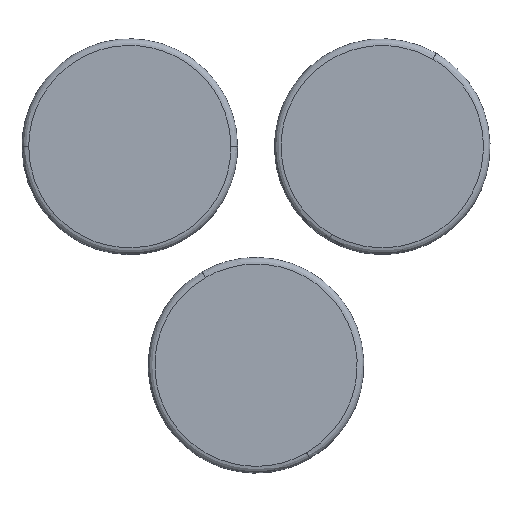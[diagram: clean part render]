
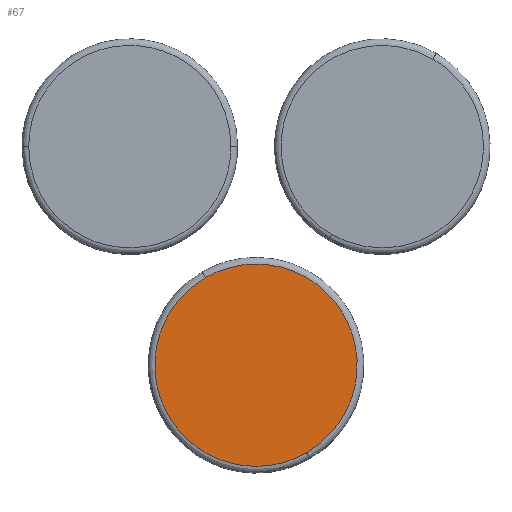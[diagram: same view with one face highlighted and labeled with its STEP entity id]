
A CAD part, top view. The second image highlights one B-rep face of the part: STEP entity #67.
In plain terms, the highlighted planar face has unit normal (0, 0, 1).
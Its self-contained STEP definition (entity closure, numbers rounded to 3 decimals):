
#13=PLANE('',#649);
#67=ADVANCED_FACE('',(#103),#13,.T.);
#103=FACE_OUTER_BOUND('',#139,.T.);
#139=EDGE_LOOP('',(#191,#192));
#191=ORIENTED_EDGE('',*,*,#315,.T.);
#192=ORIENTED_EDGE('',*,*,#322,.T.);
#315=EDGE_CURVE('',#374,#378,#568,.T.);
#322=EDGE_CURVE('',#378,#374,#575,.T.);
#374=VERTEX_POINT('',#1057);
#378=VERTEX_POINT('',#1061);
#568=(
BOUNDED_CURVE()
B_SPLINE_CURVE(3,(#1105,#1106,#1107,#1108,#1109,#1110,#1111,#1112,#1113,
#1114,#1115,#1116,#1117,#1118,#1119,#1120,#1121,#1122,#1123,#1124,#1125,
#1126,#1127,#1128,#1129),.UNSPECIFIED.,.F.,.F.)
B_SPLINE_CURVE_WITH_KNOTS((4,3,3,3,3,3,3,3,4),(0.,5.805,11.899,
17.992,23.797,29.602,35.696,41.79,
47.595),.UNSPECIFIED.)
CURVE()
GEOMETRIC_REPRESENTATION_ITEM()
RATIONAL_B_SPLINE_CURVE((1.,1.,1.,1.,1.,1.,1.,1.,1.,1.,1.,
1.,1.,1.,1.,1.,1.,1.,1.,1.,
1.,1.,1.,1.,1.))
REPRESENTATION_ITEM('')
);
#575=(
BOUNDED_CURVE()
B_SPLINE_CURVE(3,(#1173,#1174,#1175,#1176,#1177,#1178,#1179,#1180,#1181,
#1182,#1183,#1184,#1185,#1186,#1187,#1188,#1189,#1190,#1191,#1192,#1193,
#1194,#1195,#1196,#1197),.UNSPECIFIED.,.F.,.F.)
B_SPLINE_CURVE_WITH_KNOTS((4,3,3,3,3,3,3,3,4),(47.595,53.4,
59.494,65.587,71.392,77.197,83.291,
89.385,95.19),.UNSPECIFIED.)
CURVE()
GEOMETRIC_REPRESENTATION_ITEM()
RATIONAL_B_SPLINE_CURVE((1.,1.,1.,1.,1.,
1.,1.,1.,1.,1.,1.,1.,1.,
1.,1.,1.,1.,1.,1.,1.,1.,1.,
1.,1.,1.))
REPRESENTATION_ITEM('')
);
#649=AXIS2_PLACEMENT_3D('',#911,#659,$);
#659=DIRECTION('',(0.,0.,1.));
#911=CARTESIAN_POINT('',(-27.577,-14.433,-0.017));
#1057=CARTESIAN_POINT('',(7.575,-34.942,-0.017));
#1061=CARTESIAN_POINT('',(-7.575,-8.701,-0.017));
#1105=CARTESIAN_POINT('',(7.575,-34.942,-0.017));
#1106=CARTESIAN_POINT('',(9.251,-33.975,-0.017));
#1107=CARTESIAN_POINT('',(10.739,-32.683,-0.017));
#1108=CARTESIAN_POINT('',(11.931,-31.159,-0.017));
#1109=CARTESIAN_POINT('',(13.183,-29.559,-0.017));
#1110=CARTESIAN_POINT('',(14.109,-27.705,-0.017));
#1111=CARTESIAN_POINT('',(14.635,-25.743,-0.017));
#1112=CARTESIAN_POINT('',(15.16,-23.781,-0.017));
#1113=CARTESIAN_POINT('',(15.286,-21.712,-0.017));
#1114=CARTESIAN_POINT('',(15.002,-19.701,-0.017));
#1115=CARTESIAN_POINT('',(14.731,-17.785,-0.017));
#1116=CARTESIAN_POINT('',(14.088,-15.922,-0.017));
#1117=CARTESIAN_POINT('',(13.121,-14.247,-0.017));
#1118=CARTESIAN_POINT('',(12.153,-12.571,-0.017));
#1119=CARTESIAN_POINT('',(10.861,-11.083,-0.017));
#1120=CARTESIAN_POINT('',(9.337,-9.89,-0.017));
#1121=CARTESIAN_POINT('',(7.738,-8.639,-0.017));
#1122=CARTESIAN_POINT('',(5.883,-7.713,-0.017));
#1123=CARTESIAN_POINT('',(3.921,-7.187,-0.017));
#1124=CARTESIAN_POINT('',(1.96,-6.662,-0.017));
#1125=CARTESIAN_POINT('',(-0.109,-6.536,-0.017));
#1126=CARTESIAN_POINT('',(-2.121,-6.82,-0.017));
#1127=CARTESIAN_POINT('',(-4.036,-7.091,-0.017));
#1128=CARTESIAN_POINT('',(-5.9,-7.734,-0.017));
#1129=CARTESIAN_POINT('',(-7.575,-8.701,-0.017));
#1173=CARTESIAN_POINT('',(-7.575,-8.701,-0.017));
#1174=CARTESIAN_POINT('',(-9.251,-9.669,-0.017));
#1175=CARTESIAN_POINT('',(-10.739,-10.961,-0.017));
#1176=CARTESIAN_POINT('',(-11.931,-12.485,-0.017));
#1177=CARTESIAN_POINT('',(-13.183,-14.084,-0.017));
#1178=CARTESIAN_POINT('',(-14.109,-15.939,-0.017));
#1179=CARTESIAN_POINT('',(-14.634,-17.901,-0.017));
#1180=CARTESIAN_POINT('',(-15.16,-19.862,-0.017));
#1181=CARTESIAN_POINT('',(-15.285,-21.931,-0.017));
#1182=CARTESIAN_POINT('',(-15.001,-23.942,-0.017));
#1183=CARTESIAN_POINT('',(-14.73,-25.858,-0.017));
#1184=CARTESIAN_POINT('',(-14.088,-27.721,-0.017));
#1185=CARTESIAN_POINT('',(-13.12,-29.397,-0.017));
#1186=CARTESIAN_POINT('',(-12.153,-31.073,-0.017));
#1187=CARTESIAN_POINT('',(-10.861,-32.561,-0.017));
#1188=CARTESIAN_POINT('',(-9.337,-33.753,-0.017));
#1189=CARTESIAN_POINT('',(-7.737,-35.005,-0.017));
#1190=CARTESIAN_POINT('',(-5.883,-35.931,-0.017));
#1191=CARTESIAN_POINT('',(-3.921,-36.456,-0.017));
#1192=CARTESIAN_POINT('',(-1.959,-36.982,-0.017));
#1193=CARTESIAN_POINT('',(0.11,-37.107,-0.017));
#1194=CARTESIAN_POINT('',(2.121,-36.823,-0.017));
#1195=CARTESIAN_POINT('',(4.037,-36.552,-0.017));
#1196=CARTESIAN_POINT('',(5.9,-35.91,-0.017));
#1197=CARTESIAN_POINT('',(7.575,-34.942,-0.017));
